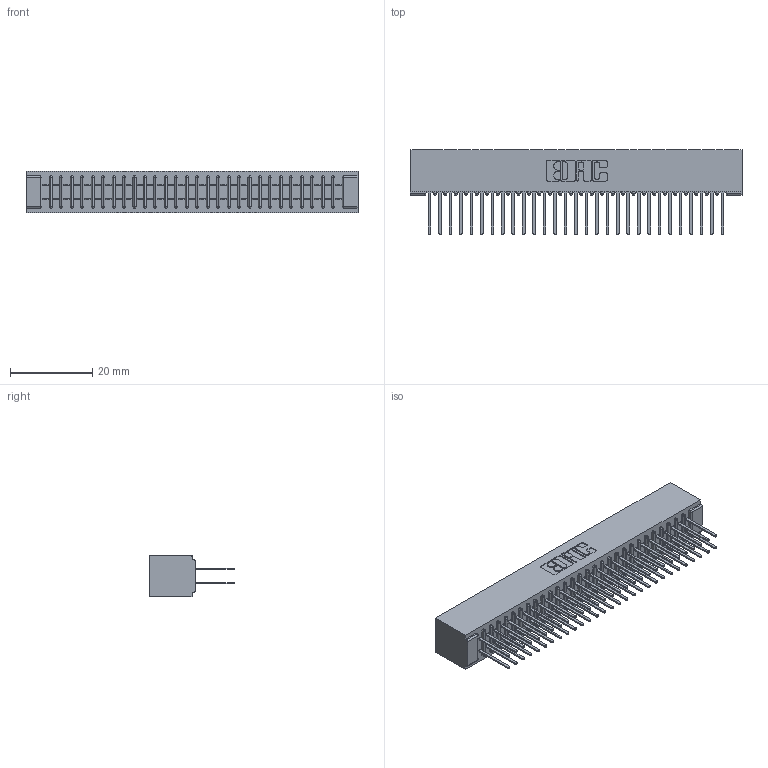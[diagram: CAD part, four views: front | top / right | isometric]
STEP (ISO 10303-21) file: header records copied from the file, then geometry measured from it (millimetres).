
FILE_DESCRIPTION (( 'STEP AP203' ), '1' );
FILE_NAME ('391-058-522-201.STEP', '2018-08-09T11:50:23', ( '' ), ( '' ), 'SwSTEP 2.0', 'SolidWorks 2016', '' );
FILE_SCHEMA (( 'CONFIG_CONTROL_DESIGN' ));
Length unit declared in the file: inch
Products named in the file (3): 341-292-001_341-292-122; 391-058-522-201; 341 Part_No Mounting Lugs
Assembly tree (59 placements, depth 2):
  391-058-522-201
    341 Part_No Mounting Lugs
    341-292-001_341-292-122  x58
Bounding box: 80.64 x 20.62 x 10.16 mm (x, y, z)
Volume: 6259.1 mm3; surface area: 11881.9 mm2
Topology: 59 solids, 59 shells, 3936 faces, 11399 edges, 7382 vertices
Faces by surface type: plane 2384, cylinder 1436, sphere 60, torus 56
Entity records: 36550 total; most frequent: CARTESIAN_POINT 6075, ORIENTED_EDGE 6034, DIRECTION 5903, EDGE_CURVE 3017, LINE 2427, VECTOR 2427, VERTEX_POINT 1910, AXIS2_PLACEMENT_3D 1738
